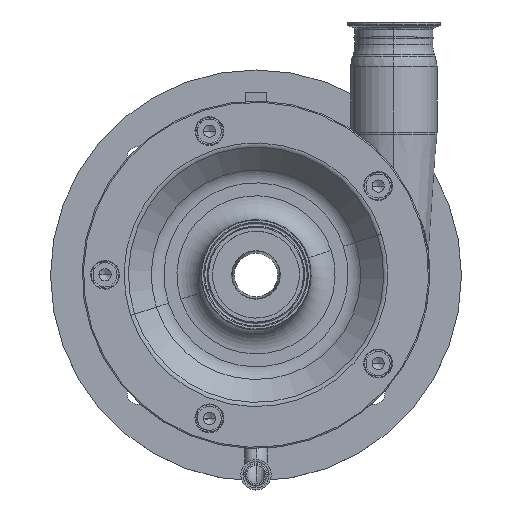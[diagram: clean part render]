
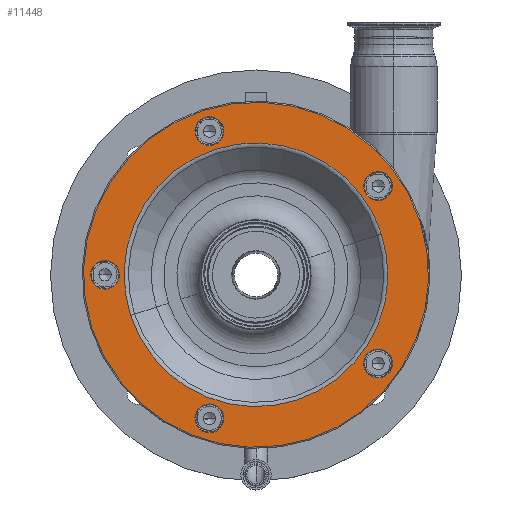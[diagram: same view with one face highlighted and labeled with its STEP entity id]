
A CAD part, top view. The second image highlights one B-rep face of the part: STEP entity #11448.
In plain terms, the highlighted planar face has unit normal (0, 0, 1).
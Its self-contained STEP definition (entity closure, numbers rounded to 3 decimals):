
#47 = AXIS2_PLACEMENT_3D ( 'NONE', #6202, #14883, #6381 ) ;
#349 = VERTEX_POINT ( 'NONE', #6257 ) ;
#734 = ORIENTED_EDGE ( 'NONE', *, *, #4197, .F. ) ;
#965 = EDGE_CURVE ( 'NONE', #14857, #9529, #17903, .T. ) ;
#989 = DIRECTION ( 'NONE',  ( 0.951, 0.309, 0. ) ) ;
#1081 = DIRECTION ( 'NONE',  ( 0.951, 0.309, 0. ) ) ;
#1094 = DIRECTION ( 'NONE',  ( 0., 0., 1. ) ) ;
#1179 = DIRECTION ( 'NONE',  ( 0.951, 0.309, 0. ) ) ;
#1204 = CIRCLE ( 'NONE', #16558, 110.071 ) ;
#1419 = FACE_BOUND ( 'NONE', #17740, .T. ) ;
#1445 = EDGE_LOOP ( 'NONE', ( #6486, #13917 ) ) ;
#1519 = AXIS2_PLACEMENT_3D ( 'NONE', #10075, #4336, #10161 ) ;
#1544 = VERTEX_POINT ( 'NONE', #7738 ) ;
#1746 = ORIENTED_EDGE ( 'NONE', *, *, #4785, .F. ) ;
#1782 = CIRCLE ( 'NONE', #17436, 12. ) ;
#2037 = CARTESIAN_POINT ( 'NONE',  ( 101.936, -74.061, 326.5 ) ) ;
#2182 = FACE_BOUND ( 'NONE', #14391, .T. ) ;
#2473 = AXIS2_PLACEMENT_3D ( 'NONE', #2037, #13623, #16737 ) ;
#2534 = DIRECTION ( 'NONE',  ( 0.951, 0.309, 0. ) ) ;
#2576 = DIRECTION ( 'NONE',  ( 0.951, 0.309, 0. ) ) ;
#2588 = EDGE_CURVE ( 'NONE', #4574, #4924, #16045, .T. ) ;
#2819 = AXIS2_PLACEMENT_3D ( 'NONE', #7216, #12888, #17400 ) ;
#2959 = ORIENTED_EDGE ( 'NONE', *, *, #4081, .F. ) ;
#3107 = AXIS2_PLACEMENT_3D ( 'NONE', #16989, #5308, #14070 ) ;
#3230 = VERTEX_POINT ( 'NONE', #4447 ) ;
#3243 = DIRECTION ( 'NONE',  ( 0.951, 0.309, 0. ) ) ;
#3360 = CIRCLE ( 'NONE', #47, 144. ) ;
#3652 = VERTEX_POINT ( 'NONE', #10871 ) ;
#3822 = DIRECTION ( 'NONE',  ( 0., 0., 1. ) ) ;
#3926 = CIRCLE ( 'NONE', #1519, 12. ) ;
#4081 = EDGE_CURVE ( 'NONE', #11820, #7717, #11829, .T. ) ;
#4142 = EDGE_CURVE ( 'NONE', #4924, #4574, #6431, .T. ) ;
#4150 = FACE_BOUND ( 'NONE', #1445, .T. ) ;
#4197 = EDGE_CURVE ( 'NONE', #13342, #349, #7929, .T. ) ;
#4256 = ORIENTED_EDGE ( 'NONE', *, *, #2588, .F. ) ;
#4336 = DIRECTION ( 'NONE',  ( 0., 0., 1. ) ) ;
#4447 = CARTESIAN_POINT ( 'NONE',  ( 113.349, -70.353, 326.5 ) ) ;
#4574 = VERTEX_POINT ( 'NONE', #16968 ) ;
#4785 = EDGE_CURVE ( 'NONE', #10046, #3652, #3926, .T. ) ;
#4850 = VERTEX_POINT ( 'NONE', #14975 ) ;
#4924 = VERTEX_POINT ( 'NONE', #6206 ) ;
#5033 = CARTESIAN_POINT ( 'NONE',  ( -38.936, 119.833, 326.5 ) ) ;
#5040 = EDGE_CURVE ( 'NONE', #7717, #11820, #1204, .T. ) ;
#5092 = FACE_BOUND ( 'NONE', #6912, .T. ) ;
#5109 = DIRECTION ( 'NONE',  ( 0., 0., 1. ) ) ;
#5168 = CARTESIAN_POINT ( 'NONE',  ( 104.684, 34.014, 326.5 ) ) ;
#5257 = VERTEX_POINT ( 'NONE', #11176 ) ;
#5308 = DIRECTION ( 'NONE',  ( 0., 0., 1. ) ) ;
#5468 = FACE_OUTER_BOUND ( 'NONE', #6242, .T. ) ;
#5569 = AXIS2_PLACEMENT_3D ( 'NONE', #14942, #16243, #3243 ) ;
#5655 = FACE_BOUND ( 'NONE', #10197, .T. ) ;
#5659 = ORIENTED_EDGE ( 'NONE', *, *, #4142, .F. ) ;
#5872 = CIRCLE ( 'NONE', #5569, 12. ) ;
#6202 = CARTESIAN_POINT ( 'NONE',  ( 0., 0., 326.5 ) ) ;
#6206 = CARTESIAN_POINT ( 'NONE',  ( -114.587, 3.708, 326.5 ) ) ;
#6242 = EDGE_LOOP ( 'NONE', ( #13291, #11628 ) ) ;
#6257 = CARTESIAN_POINT ( 'NONE',  ( -27.523, 123.541, 326.5 ) ) ;
#6381 = DIRECTION ( 'NONE',  ( 0.951, 0.309, 0. ) ) ;
#6383 = CIRCLE ( 'NONE', #7283, 12. ) ;
#6431 = CIRCLE ( 'NONE', #9731, 12. ) ;
#6486 = ORIENTED_EDGE ( 'NONE', *, *, #9209, .F. ) ;
#6735 = DIRECTION ( 'NONE',  ( 0., 0., 1. ) ) ;
#6775 = EDGE_CURVE ( 'NONE', #3230, #5257, #18430, .T. ) ;
#6780 = EDGE_CURVE ( 'NONE', #4850, #1544, #6383, .T. ) ;
#6912 = EDGE_LOOP ( 'NONE', ( #17289, #12385 ) ) ;
#7216 = CARTESIAN_POINT ( 'NONE',  ( -126., 0., 326.5 ) ) ;
#7283 = AXIS2_PLACEMENT_3D ( 'NONE', #7966, #3822, #989 ) ;
#7555 = ORIENTED_EDGE ( 'NONE', *, *, #14687, .F. ) ;
#7717 = VERTEX_POINT ( 'NONE', #5168 ) ;
#7738 = CARTESIAN_POINT ( 'NONE',  ( -27.523, -116.125, 326.5 ) ) ;
#7929 = CIRCLE ( 'NONE', #18475, 12. ) ;
#7966 = CARTESIAN_POINT ( 'NONE',  ( -38.936, -119.833, 326.5 ) ) ;
#8253 = CARTESIAN_POINT ( 'NONE',  ( -38.936, -119.833, 326.5 ) ) ;
#8347 = ORIENTED_EDGE ( 'NONE', *, *, #5040, .F. ) ;
#8380 = PLANE ( 'NONE',  #9891 ) ;
#8487 = AXIS2_PLACEMENT_3D ( 'NONE', #14086, #6735, #1081 ) ;
#9209 = EDGE_CURVE ( 'NONE', #1544, #4850, #14297, .T. ) ;
#9379 = CIRCLE ( 'NONE', #8487, 12. ) ;
#9387 = EDGE_CURVE ( 'NONE', #5257, #3230, #5872, .T. ) ;
#9395 = DIRECTION ( 'NONE',  ( 0., 0., 1. ) ) ;
#9529 = VERTEX_POINT ( 'NONE', #9707 ) ;
#9707 = CARTESIAN_POINT ( 'NONE',  ( -136.952, -44.498, 326.5 ) ) ;
#9731 = AXIS2_PLACEMENT_3D ( 'NONE', #9813, #5109, #2576 ) ;
#9767 = AXIS2_PLACEMENT_3D ( 'NONE', #18368, #11191, #14044 ) ;
#9813 = CARTESIAN_POINT ( 'NONE',  ( -126., 0., 326.5 ) ) ;
#9891 = AXIS2_PLACEMENT_3D ( 'NONE', #9983, #12831, #10082 ) ;
#9983 = CARTESIAN_POINT ( 'NONE',  ( -44.498, 136.952, 326.5 ) ) ;
#10046 = VERTEX_POINT ( 'NONE', #12955 ) ;
#10075 = CARTESIAN_POINT ( 'NONE',  ( 101.936, 74.061, 326.5 ) ) ;
#10082 = DIRECTION ( 'NONE',  ( -0.951, -0.309, 0. ) ) ;
#10161 = DIRECTION ( 'NONE',  ( 0.951, 0.309, 0. ) ) ;
#10181 = DIRECTION ( 'NONE',  ( 0., 0., 1. ) ) ;
#10197 = EDGE_LOOP ( 'NONE', ( #5659, #4256 ) ) ;
#10358 = AXIS2_PLACEMENT_3D ( 'NONE', #8253, #1094, #1179 ) ;
#10391 = DIRECTION ( 'NONE',  ( 0.951, 0.309, 0. ) ) ;
#10569 = CARTESIAN_POINT ( 'NONE',  ( 136.952, 44.498, 326.5 ) ) ;
#10871 = CARTESIAN_POINT ( 'NONE',  ( 113.349, 77.769, 326.5 ) ) ;
#11176 = CARTESIAN_POINT ( 'NONE',  ( 90.523, -77.769, 326.5 ) ) ;
#11191 = DIRECTION ( 'NONE',  ( 0., 0., 1. ) ) ;
#11448 = ADVANCED_FACE ( 'NONE', ( #2182, #5092, #4150, #1419, #18480, #5468, #5655 ), #8380, .F. ) ;
#11628 = ORIENTED_EDGE ( 'NONE', *, *, #14458, .T. ) ;
#11820 = VERTEX_POINT ( 'NONE', #14938 ) ;
#11829 = CIRCLE ( 'NONE', #3107, 110.071 ) ;
#11921 = EDGE_CURVE ( 'NONE', #349, #13342, #1782, .T. ) ;
#12385 = ORIENTED_EDGE ( 'NONE', *, *, #9387, .F. ) ;
#12605 = CARTESIAN_POINT ( 'NONE',  ( 0., 0., 326.5 ) ) ;
#12831 = DIRECTION ( 'NONE',  ( 0., 0., -1. ) ) ;
#12888 = DIRECTION ( 'NONE',  ( 0., 0., 1. ) ) ;
#12955 = CARTESIAN_POINT ( 'NONE',  ( 90.523, 70.353, 326.5 ) ) ;
#13291 = ORIENTED_EDGE ( 'NONE', *, *, #965, .T. ) ;
#13325 = DIRECTION ( 'NONE',  ( 0., 0., 1. ) ) ;
#13342 = VERTEX_POINT ( 'NONE', #14045 ) ;
#13623 = DIRECTION ( 'NONE',  ( 0., 0., 1. ) ) ;
#13712 = ORIENTED_EDGE ( 'NONE', *, *, #11921, .F. ) ;
#13917 = ORIENTED_EDGE ( 'NONE', *, *, #6780, .F. ) ;
#14044 = DIRECTION ( 'NONE',  ( 0.951, 0.309, 0. ) ) ;
#14045 = CARTESIAN_POINT ( 'NONE',  ( -50.349, 116.125, 326.5 ) ) ;
#14070 = DIRECTION ( 'NONE',  ( 0.951, 0.309, 0. ) ) ;
#14086 = CARTESIAN_POINT ( 'NONE',  ( 101.936, 74.061, 326.5 ) ) ;
#14297 = CIRCLE ( 'NONE', #10358, 12. ) ;
#14391 = EDGE_LOOP ( 'NONE', ( #7555, #1746 ) ) ;
#14458 = EDGE_CURVE ( 'NONE', #9529, #14857, #3360, .T. ) ;
#14687 = EDGE_CURVE ( 'NONE', #3652, #10046, #9379, .T. ) ;
#14857 = VERTEX_POINT ( 'NONE', #10569 ) ;
#14883 = DIRECTION ( 'NONE',  ( 0., 0., 1. ) ) ;
#14938 = CARTESIAN_POINT ( 'NONE',  ( -104.684, -34.014, 326.5 ) ) ;
#14942 = CARTESIAN_POINT ( 'NONE',  ( 101.936, -74.061, 326.5 ) ) ;
#14975 = CARTESIAN_POINT ( 'NONE',  ( -50.349, -123.541, 326.5 ) ) ;
#15604 = EDGE_LOOP ( 'NONE', ( #8347, #2959 ) ) ;
#16045 = CIRCLE ( 'NONE', #2819, 12. ) ;
#16243 = DIRECTION ( 'NONE',  ( 0., 0., 1. ) ) ;
#16558 = AXIS2_PLACEMENT_3D ( 'NONE', #12605, #9395, #2534 ) ;
#16737 = DIRECTION ( 'NONE',  ( 0.951, 0.309, 0. ) ) ;
#16968 = CARTESIAN_POINT ( 'NONE',  ( -137.413, -3.708, 326.5 ) ) ;
#16989 = CARTESIAN_POINT ( 'NONE',  ( 0., 0., 326.5 ) ) ;
#17080 = DIRECTION ( 'NONE',  ( 0.951, 0.309, 0. ) ) ;
#17289 = ORIENTED_EDGE ( 'NONE', *, *, #6775, .F. ) ;
#17400 = DIRECTION ( 'NONE',  ( 0.951, 0.309, 0. ) ) ;
#17436 = AXIS2_PLACEMENT_3D ( 'NONE', #5033, #13325, #10391 ) ;
#17740 = EDGE_LOOP ( 'NONE', ( #13712, #734 ) ) ;
#17903 = CIRCLE ( 'NONE', #9767, 144. ) ;
#18368 = CARTESIAN_POINT ( 'NONE',  ( 0., 0., 326.5 ) ) ;
#18430 = CIRCLE ( 'NONE', #2473, 12. ) ;
#18475 = AXIS2_PLACEMENT_3D ( 'NONE', #18588, #10181, #17080 ) ;
#18480 = FACE_BOUND ( 'NONE', #15604, .T. ) ;
#18588 = CARTESIAN_POINT ( 'NONE',  ( -38.936, 119.833, 326.5 ) ) ;
